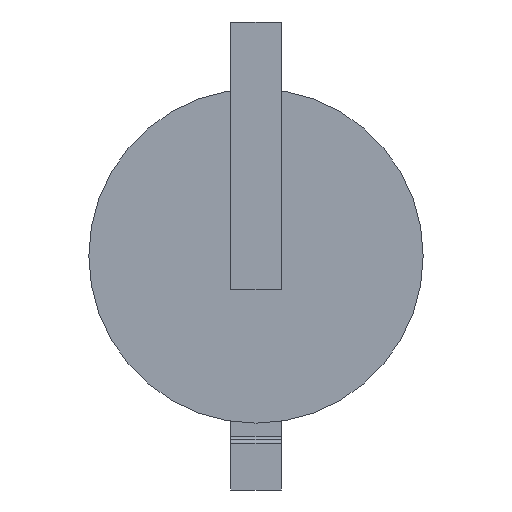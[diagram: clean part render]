
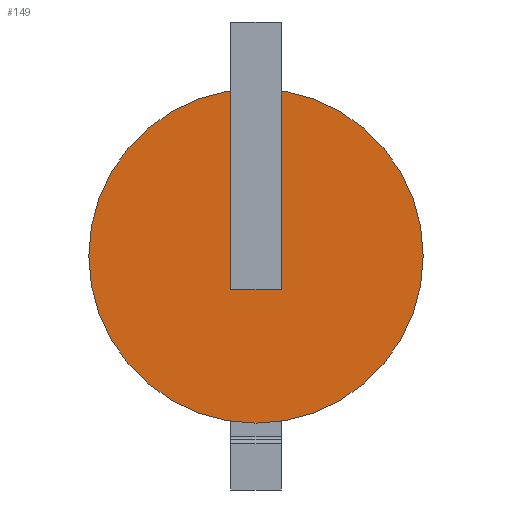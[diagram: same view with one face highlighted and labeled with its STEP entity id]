
A CAD part, front view. The second image highlights one B-rep face of the part: STEP entity #149.
In plain terms, the highlighted planar face has unit normal (0, -1, 0).
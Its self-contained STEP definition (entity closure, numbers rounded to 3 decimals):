
#3 = CIRCLE ( 'NONE', #710, 10. ) ;
#57 = DIRECTION ( 'NONE',  ( 0., 0., 1. ) ) ;
#95 = CARTESIAN_POINT ( 'NONE',  ( 0., 0., -10. ) ) ;
#149 = ADVANCED_FACE ( 'NONE', ( #908 ), #1216, .F. ) ;
#227 = DIRECTION ( 'NONE',  ( 0., 0., 1. ) ) ;
#330 = DIRECTION ( 'NONE',  ( 0., 0., 1. ) ) ;
#333 = DIRECTION ( 'NONE',  ( 0., 1., 0. ) ) ;
#346 = CARTESIAN_POINT ( 'NONE',  ( 0., 0., 10. ) ) ;
#395 = CIRCLE ( 'NONE', #523, 10. ) ;
#411 = EDGE_CURVE ( 'NONE', #568, #632, #3, .T. ) ;
#481 = ORIENTED_EDGE ( 'NONE', *, *, #972, .F. ) ;
#500 = CARTESIAN_POINT ( 'NONE',  ( 0., 0., 0. ) ) ;
#523 = AXIS2_PLACEMENT_3D ( 'NONE', #524, #536, #57 ) ;
#524 = CARTESIAN_POINT ( 'NONE',  ( 0., 0., 0. ) ) ;
#536 = DIRECTION ( 'NONE',  ( 0., 1., 0. ) ) ;
#568 = VERTEX_POINT ( 'NONE', #95 ) ;
#608 = CARTESIAN_POINT ( 'NONE',  ( 0., 0., 0. ) ) ;
#632 = VERTEX_POINT ( 'NONE', #346 ) ;
#710 = AXIS2_PLACEMENT_3D ( 'NONE', #500, #716, #227 ) ;
#716 = DIRECTION ( 'NONE',  ( 0., 1., 0. ) ) ;
#908 = FACE_OUTER_BOUND ( 'NONE', #1152, .T. ) ;
#920 = AXIS2_PLACEMENT_3D ( 'NONE', #608, #333, #330 ) ;
#972 = EDGE_CURVE ( 'NONE', #632, #568, #395, .T. ) ;
#1042 = ORIENTED_EDGE ( 'NONE', *, *, #411, .F. ) ;
#1152 = EDGE_LOOP ( 'NONE', ( #1042, #481 ) ) ;
#1216 = PLANE ( 'NONE',  #920 ) ;
